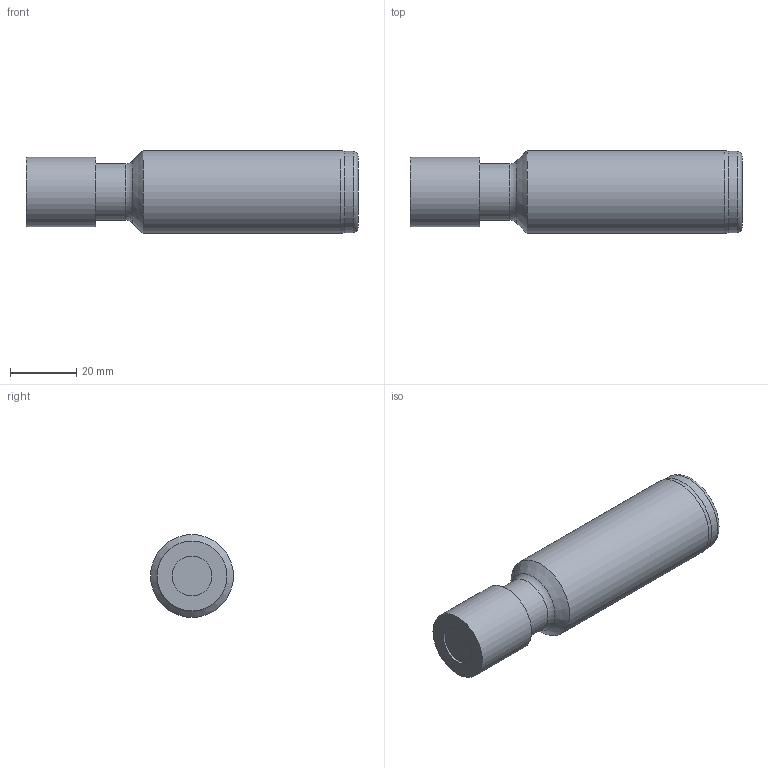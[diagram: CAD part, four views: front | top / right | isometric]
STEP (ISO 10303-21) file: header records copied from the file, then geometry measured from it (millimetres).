
FILE_DESCRIPTION(/* description */ (''),/* implementation_level */ '2;1');
FILE_NAME(/* name */ 'ATM-3BEI-D21-W25-L100-Z01-H.stp',/* time_stamp */ '2023-09-30T03:04:45+03:00',/* author */ (''),/* organization */ (''),/* preprocessor_version */ 'ST-DEVELOPER v19.4',/* originating_system */ 'SIEMENS PLM Software NX2306.5001',/* authorisation */ '');
FILE_SCHEMA (('AUTOMOTIVE_DESIGN { 1 0 10303 214 3 1 1 1 }'));
Length unit declared in the file: millimetre
Products named in the file (1): ATM-3BEI-D21-W25-L100-Z01-H-LIGHT_objects
Bounding box: 100 x 25 x 25 mm (x, y, z)
Volume: 44942 mm3; surface area: 10362.4 mm2
Topology: 2 solids, 2 shells, 14 faces, 24 edges, 14 vertices
Faces by surface type: cylinder 5, plane 4, torus 3, cone 2
Full cylindrical faces by diameter (mm): 12 x1, 17 x1, 21 x1, 24.5 x1, 25 x1
Entity records: 327 total; most frequent: DIRECTION 58, CARTESIAN_POINT 42, AXIS2_PLACEMENT_3D 29, EDGE_LOOP 26, ORIENTED_EDGE 26, FACE_BOUND 24, ADVANCED_FACE 14, VERTEX_POINT 13
